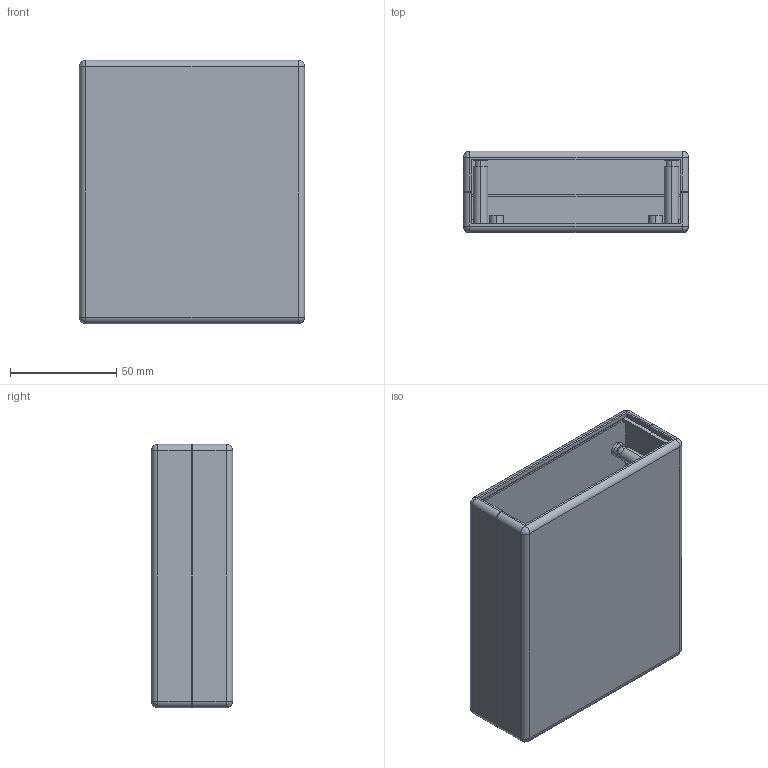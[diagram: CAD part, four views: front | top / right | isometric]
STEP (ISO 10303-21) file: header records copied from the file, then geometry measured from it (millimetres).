
FILE_DESCRIPTION (( 'STEP AP214' ), '1' );
FILE_NAME ('User Library-Caixa Patola-PB-600-2.STEP', '2013-08-16T18:00:55', ( 'Windows User' ), ( '' ), 'SwSTEP 2.0', 'SolidWorks 2013', '' );
FILE_SCHEMA (( 'AUTOMOTIVE_DESIGN' ));
Length unit declared in the file: millimetre
Products named in the file (3): User Library-Caixa Patola-PB-600-2_Bottom_2; User Library-Caixa Patola-PB-600-2_Top_2; User Library-Caixa Patola-PB-600-2
Assembly tree (2 placements, depth 2):
  User Library-Caixa Patola-PB-600-2
    User Library-Caixa Patola-PB-600-2_Top_2
    User Library-Caixa Patola-PB-600-2_Bottom_2
Bounding box: 106 x 38.3 x 124 mm (x, y, z)
Volume: 71624.9 mm3; surface area: 84234.3 mm2
Topology: 2 solids, 2 shells, 202 faces, 498 edges, 318 vertices
Faces by surface type: plane 112, cylinder 82, bspline 8
Entity records: 8354 total; most frequent: CARTESIAN_POINT 1135, DIRECTION 1060, ORIENTED_EDGE 980, EDGE_CURVE 490, AXIS2_PLACEMENT_3D 371, VECTOR 318, LINE 318, VERTEX_POINT 318
